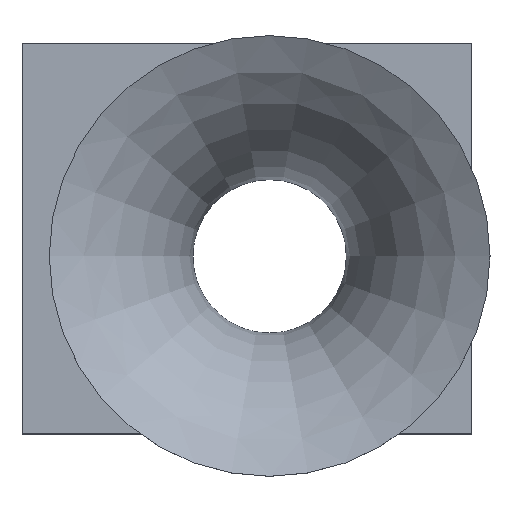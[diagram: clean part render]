
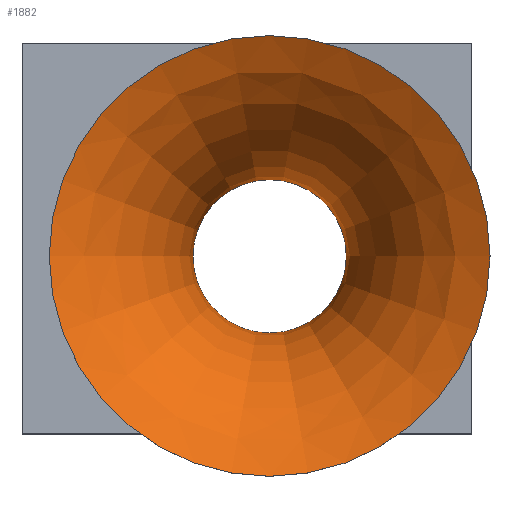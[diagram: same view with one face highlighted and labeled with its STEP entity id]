
A CAD part, top view. The second image highlights one B-rep face of the part: STEP entity #1882.
In plain terms, the highlighted face is a revolution surface.
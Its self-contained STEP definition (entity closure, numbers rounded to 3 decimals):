
#1724 = CYLINDRICAL_SURFACE('',#1725,3.413);
#1725 = AXIS2_PLACEMENT_3D('',#1726,#1727,#1728);
#1726 = CARTESIAN_POINT('',(-8.97,7.898,5.363));
#1727 = DIRECTION('',(0.,0.,-1.));
#1728 = DIRECTION('',(-1.,0.,0.));
#1780 = VERTEX_POINT('',#1781);
#1781 = CARTESIAN_POINT('',(-12.383,7.898,5.363));
#1802 = EDGE_CURVE('',#1780,#1780,#1803,.T.);
#1803 = SURFACE_CURVE('',#1804,(#1809,#1815),.PCURVE_S1.);
#1804 = CIRCLE('',#1805,3.413);
#1805 = AXIS2_PLACEMENT_3D('',#1806,#1807,#1808);
#1806 = CARTESIAN_POINT('',(-8.97,7.898,5.363));
#1807 = DIRECTION('',(0.,0.,1.));
#1808 = DIRECTION('',(-1.,0.,0.));
#1809 = PCURVE('',#1724,#1810);
#1810 = DEFINITIONAL_REPRESENTATION('',(#1811),#1814);
#1811 = B_SPLINE_CURVE_WITH_KNOTS('',1,(#1812,#1813),.UNSPECIFIED.,.F.,
  .F.,(2,2),(0.,6.283),.PIECEWISE_BEZIER_KNOTS.);
#1812 = CARTESIAN_POINT('',(6.283,0.));
#1813 = CARTESIAN_POINT('',(0.,0.));
#1814 = ( GEOMETRIC_REPRESENTATION_CONTEXT(2) 
PARAMETRIC_REPRESENTATION_CONTEXT() REPRESENTATION_CONTEXT('2D SPACE',''
  ) );
#1815 = PCURVE('',#1816,#1825);
#1816 = SURFACE_OF_REVOLUTION('',#1817,#1822);
#1817 = CIRCLE('',#1818,10.817);
#1818 = AXIS2_PLACEMENT_3D('',#1819,#1820,#1821);
#1819 = CARTESIAN_POINT('',(-23.199,7.898,5.242));
#1820 = DIRECTION('',(0.,-1.,0.));
#1821 = DIRECTION('',(1.,0.,0.));
#1822 = AXIS1_PLACEMENT('',#1823,#1824);
#1823 = CARTESIAN_POINT('',(-8.97,7.898,4.388));
#1824 = DIRECTION('',(0.,0.,1.));
#1825 = DEFINITIONAL_REPRESENTATION('',(#1826),#1829);
#1826 = B_SPLINE_CURVE_WITH_KNOTS('',1,(#1827,#1828),.UNSPECIFIED.,.F.,
  .F.,(2,2),(0.,6.283),.PIECEWISE_BEZIER_KNOTS.);
#1827 = CARTESIAN_POINT('',(0.,0.011));
#1828 = CARTESIAN_POINT('',(6.283,0.011));
#1829 = ( GEOMETRIC_REPRESENTATION_CONTEXT(2) 
PARAMETRIC_REPRESENTATION_CONTEXT() REPRESENTATION_CONTEXT('2D SPACE',''
  ) );
#1871 = CYLINDRICAL_SURFACE('',#1872,9.804);
#1872 = AXIS2_PLACEMENT_3D('',#1873,#1874,#1875);
#1873 = CARTESIAN_POINT('',(-8.97,7.898,15.113));
#1874 = DIRECTION('',(0.,0.,-1.));
#1875 = DIRECTION('',(-1.,0.,0.));
#1882 = ADVANCED_FACE('',(#1883),#1816,.F.);
#1883 = FACE_BOUND('',#1884,.F.);
#1884 = EDGE_LOOP('',(#1885,#1886,#1908,#1928));
#1885 = ORIENTED_EDGE('',*,*,#1802,.T.);
#1886 = ORIENTED_EDGE('',*,*,#1887,.T.);
#1887 = EDGE_CURVE('',#1780,#1888,#1890,.T.);
#1888 = VERTEX_POINT('',#1889);
#1889 = CARTESIAN_POINT('',(-18.774,7.898,15.113));
#1890 = SEAM_CURVE('',#1891,(#1896,#1902),.PCURVE_S1.);
#1891 = CIRCLE('',#1892,10.817);
#1892 = AXIS2_PLACEMENT_3D('',#1893,#1894,#1895);
#1893 = CARTESIAN_POINT('',(-23.199,7.898,5.242));
#1894 = DIRECTION('',(0.,-1.,0.));
#1895 = DIRECTION('',(1.,0.,0.));
#1896 = PCURVE('',#1816,#1897);
#1897 = DEFINITIONAL_REPRESENTATION('',(#1898),#1901);
#1898 = B_SPLINE_CURVE_WITH_KNOTS('',1,(#1899,#1900),.UNSPECIFIED.,.F.,
  .F.,(2,2),(0.011,1.149),
  .PIECEWISE_BEZIER_KNOTS.);
#1899 = CARTESIAN_POINT('',(6.283,0.011));
#1900 = CARTESIAN_POINT('',(6.283,1.149));
#1901 = ( GEOMETRIC_REPRESENTATION_CONTEXT(2) 
PARAMETRIC_REPRESENTATION_CONTEXT() REPRESENTATION_CONTEXT('2D SPACE',''
  ) );
#1902 = PCURVE('',#1816,#1903);
#1903 = DEFINITIONAL_REPRESENTATION('',(#1904),#1907);
#1904 = B_SPLINE_CURVE_WITH_KNOTS('',1,(#1905,#1906),.UNSPECIFIED.,.F.,
  .F.,(2,2),(0.011,1.149),
  .PIECEWISE_BEZIER_KNOTS.);
#1905 = CARTESIAN_POINT('',(0.,0.011));
#1906 = CARTESIAN_POINT('',(0.,1.149));
#1907 = ( GEOMETRIC_REPRESENTATION_CONTEXT(2) 
PARAMETRIC_REPRESENTATION_CONTEXT() REPRESENTATION_CONTEXT('2D SPACE',''
  ) );
#1908 = ORIENTED_EDGE('',*,*,#1909,.F.);
#1909 = EDGE_CURVE('',#1888,#1888,#1910,.T.);
#1910 = SURFACE_CURVE('',#1911,(#1916,#1922),.PCURVE_S1.);
#1911 = CIRCLE('',#1912,9.804);
#1912 = AXIS2_PLACEMENT_3D('',#1913,#1914,#1915);
#1913 = CARTESIAN_POINT('',(-8.97,7.898,15.113));
#1914 = DIRECTION('',(0.,0.,1.));
#1915 = DIRECTION('',(-1.,0.,0.));
#1916 = PCURVE('',#1816,#1917);
#1917 = DEFINITIONAL_REPRESENTATION('',(#1918),#1921);
#1918 = B_SPLINE_CURVE_WITH_KNOTS('',1,(#1919,#1920),.UNSPECIFIED.,.F.,
  .F.,(2,2),(0.,6.283),.PIECEWISE_BEZIER_KNOTS.);
#1919 = CARTESIAN_POINT('',(0.,1.149));
#1920 = CARTESIAN_POINT('',(6.283,1.149));
#1921 = ( GEOMETRIC_REPRESENTATION_CONTEXT(2) 
PARAMETRIC_REPRESENTATION_CONTEXT() REPRESENTATION_CONTEXT('2D SPACE',''
  ) );
#1922 = PCURVE('',#1871,#1923);
#1923 = DEFINITIONAL_REPRESENTATION('',(#1924),#1927);
#1924 = B_SPLINE_CURVE_WITH_KNOTS('',1,(#1925,#1926),.UNSPECIFIED.,.F.,
  .F.,(2,2),(0.,6.283),.PIECEWISE_BEZIER_KNOTS.);
#1925 = CARTESIAN_POINT('',(6.283,0.));
#1926 = CARTESIAN_POINT('',(0.,0.));
#1927 = ( GEOMETRIC_REPRESENTATION_CONTEXT(2) 
PARAMETRIC_REPRESENTATION_CONTEXT() REPRESENTATION_CONTEXT('2D SPACE',''
  ) );
#1928 = ORIENTED_EDGE('',*,*,#1887,.F.);
